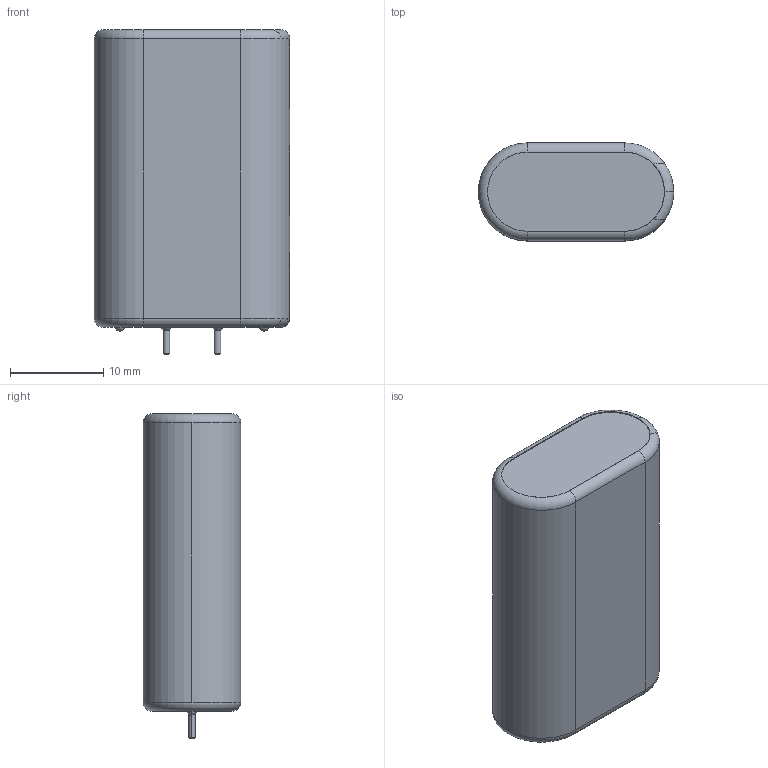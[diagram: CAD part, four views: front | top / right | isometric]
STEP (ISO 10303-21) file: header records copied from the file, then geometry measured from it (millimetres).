
FILE_DESCRIPTION (( 'STEP AP214' ), '1' );
FILE_NAME ('SuperCap_D10.5x21x32 WEC6R0505QG I.STEP', '2020-11-19T21:04:21', ( 'Bee-bee-mama' ), ( '' ), 'SwSTEP 2.0', 'SolidWorks 2018', '' );
FILE_SCHEMA (( 'AUTOMOTIVE_DESIGN' ));
Length unit declared in the file: millimetre
Products named in the file (1): SuperCap_D10.5x21x32 WEC6R0505QG I
Bounding box: 21 x 10.5 x 34.9 mm (x, y, z)
Volume: 6250.4 mm3; surface area: 2097.4 mm2
Topology: 1 solids, 1 shells, 56 faces, 135 edges, 82 vertices
Faces by surface type: cylinder 22, torus 12, plane 10, cone 8, sphere 4
Entity records: 2038 total; most frequent: DIRECTION 309, CARTESIAN_POINT 308, ORIENTED_EDGE 254, AXIS2_PLACEMENT_3D 131, EDGE_CURVE 127, VERTEX_POINT 78, CIRCLE 74, EDGE_LOOP 61
